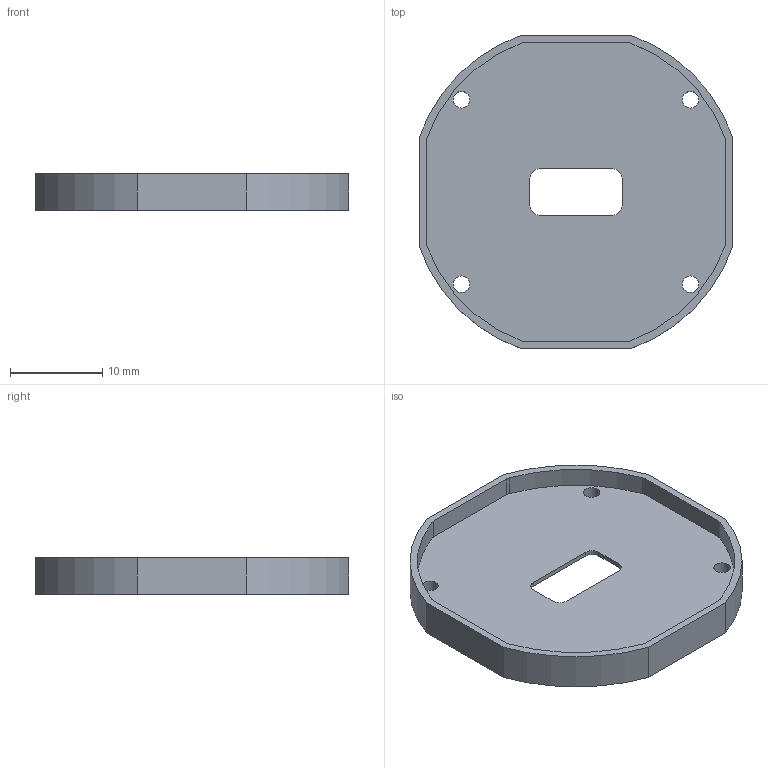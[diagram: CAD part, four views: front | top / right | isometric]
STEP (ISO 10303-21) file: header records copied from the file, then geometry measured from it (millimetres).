
FILE_DESCRIPTION (( 'STEP AP214' ), '1' );
FILE_NAME ('ÊÐÏÃ.735224.042 - Ïðîñòàâêà.STEP', '2024-11-22T07:31:38', ( '' ), ( '' ), 'SwSTEP 2.0', 'SolidWorks 2023', '' );
FILE_SCHEMA (( 'AUTOMOTIVE_DESIGN' ));
Length unit declared in the file: millimetre
Products named in the file (1): КРПГ.735224.042 - Проставка
Bounding box: 34 x 34 x 4 mm (x, y, z)
Volume: 822.6 mm3; surface area: 2753.4 mm2
Topology: 1 solids, 1 shells, 80 faces, 228 edges, 152 vertices
Faces by surface type: cylinder 60, plane 20
Entity records: 2715 total; most frequent: DIRECTION 510, CARTESIAN_POINT 461, ORIENTED_EDGE 456, EDGE_CURVE 228, AXIS2_PLACEMENT_3D 201, VERTEX_POINT 152, CIRCLE 120, LINE 108
